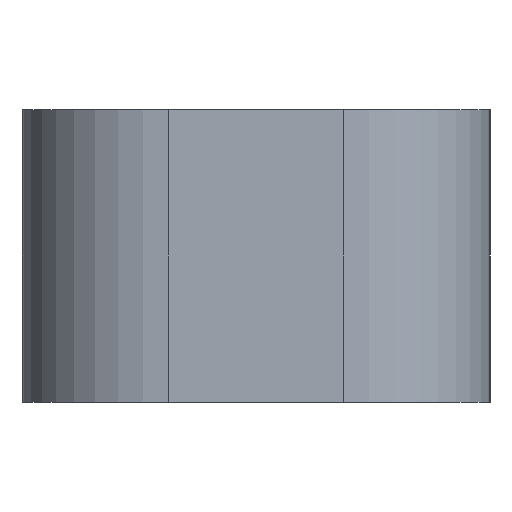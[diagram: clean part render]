
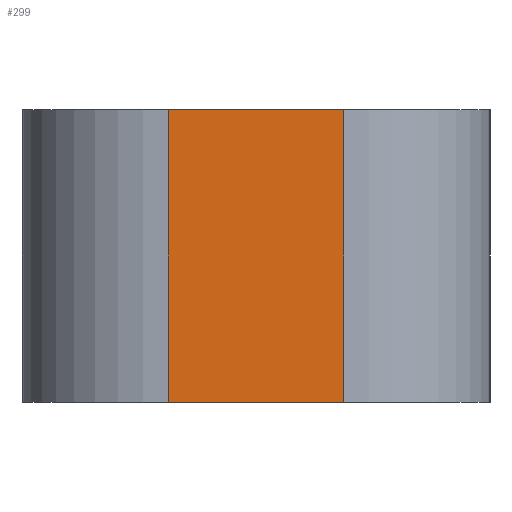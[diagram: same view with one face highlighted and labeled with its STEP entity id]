
A CAD part, left-side view. The second image highlights one B-rep face of the part: STEP entity #299.
In plain terms, the highlighted planar face has unit normal (-1, 0, 0).
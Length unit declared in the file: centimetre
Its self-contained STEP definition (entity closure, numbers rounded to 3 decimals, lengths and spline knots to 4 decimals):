
#3 = CARTESIAN_POINT ( 'NONE',  ( -2.25, -0.15, 0. ) ) ;
#23 = CARTESIAN_POINT ( 'NONE',  ( -2.25, -0.15, 0.5 ) ) ;
#38 = DIRECTION ( 'NONE',  ( 1., 0., 0. ) ) ;
#48 = ORIENTED_EDGE ( 'NONE', *, *, #216, .T. ) ;
#51 = AXIS2_PLACEMENT_3D ( 'NONE', #412, #38, #458 ) ;
#52 = EDGE_LOOP ( 'NONE', ( #78, #468, #191, #48 ) ) ;
#68 = VERTEX_POINT ( 'NONE', #347 ) ;
#78 = ORIENTED_EDGE ( 'NONE', *, *, #392, .T. ) ;
#81 = CARTESIAN_POINT ( 'NONE',  ( -2.25, 0., 0. ) ) ;
#102 = LINE ( 'NONE', #266, #231 ) ;
#119 = EDGE_CURVE ( 'NONE', #68, #176, #102, .T. ) ;
#152 = CARTESIAN_POINT ( 'NONE',  ( -2.25, -0.15, 0.5 ) ) ;
#173 = EDGE_CURVE ( 'NONE', #315, #176, #463, .T. ) ;
#176 = VERTEX_POINT ( 'NONE', #152 ) ;
#191 = ORIENTED_EDGE ( 'NONE', *, *, #119, .F. ) ;
#198 = DIRECTION ( 'NONE',  ( 0., 0., -1. ) ) ;
#216 = EDGE_CURVE ( 'NONE', #68, #348, #336, .T. ) ;
#231 = VECTOR ( 'NONE', #345, 100. ) ;
#255 = VECTOR ( 'NONE', #374, 100. ) ;
#266 = CARTESIAN_POINT ( 'NONE',  ( -2.25, 0., 0.5 ) ) ;
#288 = CARTESIAN_POINT ( 'NONE',  ( -2.25, 0.15, 0. ) ) ;
#299 = ADVANCED_FACE ( 'NONE', ( #478 ), #493, .F. ) ;
#315 = VERTEX_POINT ( 'NONE', #3 ) ;
#336 = LINE ( 'NONE', #421, #340 ) ;
#340 = VECTOR ( 'NONE', #198, 100. ) ;
#345 = DIRECTION ( 'NONE',  ( 0., -1., 0. ) ) ;
#347 = CARTESIAN_POINT ( 'NONE',  ( -2.25, 0.15, 0.5 ) ) ;
#348 = VERTEX_POINT ( 'NONE', #288 ) ;
#374 = DIRECTION ( 'NONE',  ( 0., -1., 0. ) ) ;
#392 = EDGE_CURVE ( 'NONE', #348, #315, #418, .T. ) ;
#412 = CARTESIAN_POINT ( 'NONE',  ( -2.25, 0., 0.5 ) ) ;
#418 = LINE ( 'NONE', #81, #255 ) ;
#421 = CARTESIAN_POINT ( 'NONE',  ( -2.25, 0.15, 0. ) ) ;
#438 = DIRECTION ( 'NONE',  ( 0., 0., 1. ) ) ;
#458 = DIRECTION ( 'NONE',  ( 0., 0., -1. ) ) ;
#463 = LINE ( 'NONE', #23, #507 ) ;
#468 = ORIENTED_EDGE ( 'NONE', *, *, #173, .T. ) ;
#478 = FACE_OUTER_BOUND ( 'NONE', #52, .T. ) ;
#493 = PLANE ( 'NONE',  #51 ) ;
#507 = VECTOR ( 'NONE', #438, 100. ) ;
